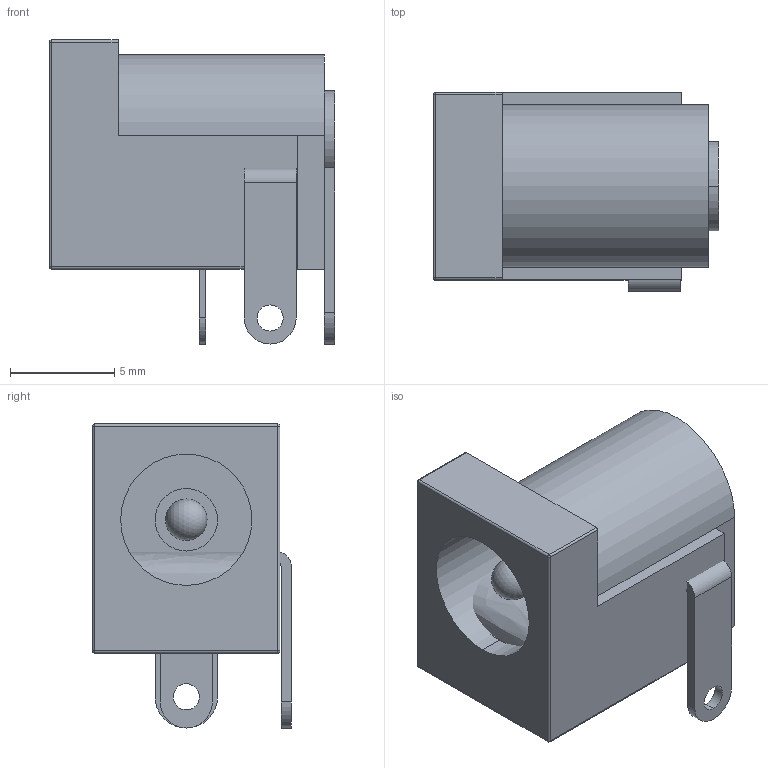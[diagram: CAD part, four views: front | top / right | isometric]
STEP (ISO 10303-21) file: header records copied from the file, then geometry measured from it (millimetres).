
FILE_DESCRIPTION(('FreeCAD Model'),'2;1');
FILE_NAME('Open CASCADE Shape Model','2023-09-24T01:39:22',( 'kicad StepUp'),('ksu MCAD'),'Open CASCADE STEP processor 7.6', 'FreeCAD','Unknown');
FILE_SCHEMA(('AUTOMOTIVE_DESIGN { 1 0 10303 214 1 1 1 1 }'));
Length unit declared in the file: millimetre
Products named in the file (1): POWER_JACK_PTH
Bounding box: 13.7 x 9.55 x 14.6 mm (x, y, z)
Volume: 902.3 mm3; surface area: 1154.1 mm2
Topology: 3 solids, 3 shells, 75 faces, 184 edges, 114 vertices
Faces by surface type: plane 35, cylinder 33, sphere 5, bspline 2
Entity records: 4965 total; most frequent: CARTESIAN_POINT 1276, DIRECTION 706, LINE 393, VECTOR 393, ORIENTED_EDGE 356, PCURVE 356, DEFINITIONAL_REPRESENTATION 356, EDGE_CURVE 178
